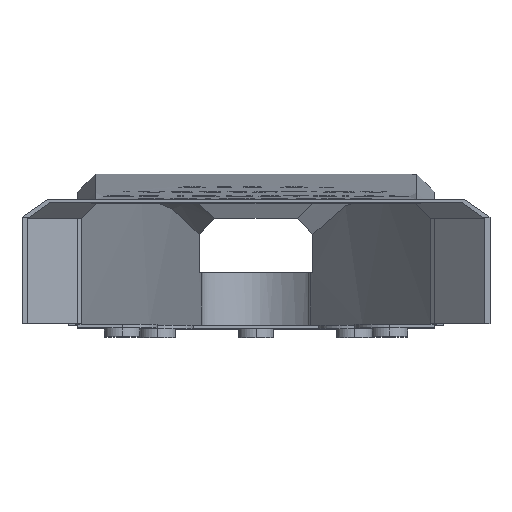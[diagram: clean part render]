
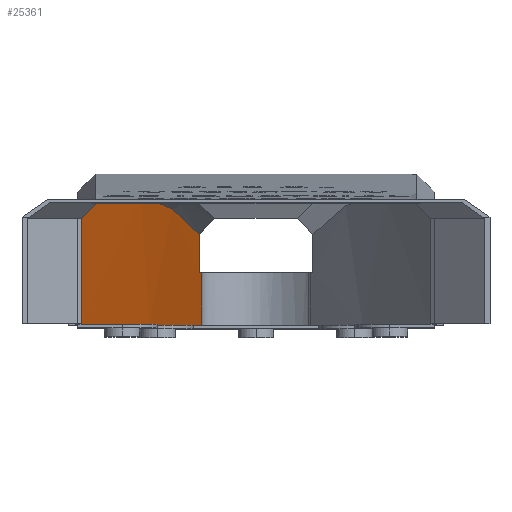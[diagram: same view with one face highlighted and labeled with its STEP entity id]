
A CAD part, top view. The second image highlights one B-rep face of the part: STEP entity #25361.
In plain terms, the highlighted free-form (B-spline) face has degree [3, 1] with [4, 2] control points.
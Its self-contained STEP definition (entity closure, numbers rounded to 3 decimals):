
#52 = CARTESIAN_POINT ( 'NONE',  ( -34.664, 0., -571.523 ) ) ;
#176 = EDGE_CURVE ( 'NONE', #31425, #14001, #13858, .T. ) ;
#209 = CARTESIAN_POINT ( 'NONE',  ( -30.528, 0., -596.172 ) ) ;
#556 = CARTESIAN_POINT ( 'NONE',  ( -98., 73.403, -304.176 ) ) ;
#767 = CARTESIAN_POINT ( 'NONE',  ( -91.187, 74.009, -327.654 ) ) ;
#1201 = CARTESIAN_POINT ( 'NONE',  ( -30.528, 100., -596.172 ) ) ;
#1287 = CARTESIAN_POINT ( 'NONE',  ( -30.528, 30., -596.172 ) ) ;
#1445 = CARTESIAN_POINT ( 'NONE',  ( -66.197, 73.174, -422.133 ) ) ;
#1868 = DIRECTION ( 'NONE',  ( 0., -1., 0. ) ) ;
#3205 = EDGE_CURVE ( 'NONE', #31425, #26717, #30927, .T. ) ;
#3527 = CARTESIAN_POINT ( 'NONE',  ( -98., 73.403, -304.176 ) ) ;
#3868 = CARTESIAN_POINT ( 'NONE',  ( -31.891, 51.464, -588.133 ) ) ;
#4073 = CARTESIAN_POINT ( 'NONE',  ( -98., 0., -304.176 ) ) ;
#4365 = VERTEX_POINT ( 'NONE', #15565 ) ;
#5236 = VERTEX_POINT ( 'NONE', #28365 ) ;
#5734 = VECTOR ( 'NONE', #8574, 1000. ) ;
#6042 = B_SPLINE_CURVE_WITH_KNOTS ( 'NONE', 3,
 ( #20051, #12359, #22804, #16809 ),
 .UNSPECIFIED., .F., .F.,
 ( 4, 4 ),
 ( 0.052, 0.06 ),
 .UNSPECIFIED. ) ;
#6430 = CARTESIAN_POINT ( 'NONE',  ( -81.424, 74.32, -362.995 ) ) ;
#7042 = VECTOR ( 'NONE', #1868, 1000. ) ;
#7989 = EDGE_CURVE ( 'NONE', #24569, #4365, #14701, .T. ) ;
#8007 = DIRECTION ( 'NONE',  ( 0., -1., 0. ) ) ;
#8574 = DIRECTION ( 'NONE',  ( 0., -1., 0. ) ) ;
#10185 = CARTESIAN_POINT ( 'NONE',  ( -47.053, 75.098, -497.697 ) ) ;
#10508 = CARTESIAN_POINT ( 'NONE',  ( -30.528, 75.098, -596.172 ) ) ;
#10675 = CARTESIAN_POINT ( 'NONE',  ( -47.053, 0., -497.697 ) ) ;
#10720 = ORIENTED_EDGE ( 'NONE', *, *, #176, .F. ) ;
#11217 = CARTESIAN_POINT ( 'NONE',  ( -55.21, 69.826, -469.678 ) ) ;
#11392 = CARTESIAN_POINT ( 'NONE',  ( -40.339, 61.05, -540.953 ) ) ;
#12359 = CARTESIAN_POINT ( 'NONE',  ( -31.432, 30., -590.812 ) ) ;
#13031 = EDGE_CURVE ( 'NONE', #5236, #24569, #6042, .T. ) ;
#13345 = CARTESIAN_POINT ( 'NONE',  ( -31.891, 51.464, -588.133 ) ) ;
#13851 = EDGE_CURVE ( 'NONE', #4365, #26717, #27881, .T. ) ;
#13858 = B_SPLINE_CURVE_WITH_KNOTS ( 'NONE', 3,
 ( #3527, #17002, #767, #29855, #6430, #16837, #1445, #19741, #11217, #27275, #13950, #11392, #24384, #3868 ),
 .UNSPECIFIED., .F., .F.,
 ( 4, 2, 2, 2, 2, 2, 4 ),
 ( 0., 0.037, 0.073, 0.147, 0.183, 0.22, 0.293 ),
 .UNSPECIFIED. ) ;
#13950 = CARTESIAN_POINT ( 'NONE',  ( -47.539, 66.01, -505.348 ) ) ;
#14001 = VERTEX_POINT ( 'NONE', #25205 ) ;
#14701 = LINE ( 'NONE', #1201, #7042 ) ;
#15565 = CARTESIAN_POINT ( 'NONE',  ( -30.528, 0., -596.172 ) ) ;
#16513 = ORIENTED_EDGE ( 'NONE', *, *, #13851, .F. ) ;
#16809 = CARTESIAN_POINT ( 'NONE',  ( -30.528, 30., -596.172 ) ) ;
#16837 = CARTESIAN_POINT ( 'NONE',  ( -72.084, 73.974, -398.432 ) ) ;
#17002 = CARTESIAN_POINT ( 'NONE',  ( -94.553, 73.751, -315.901 ) ) ;
#18006 = EDGE_CURVE ( 'NONE', #14001, #5236, #28919, .T. ) ;
#18029 = CARTESIAN_POINT ( 'NONE',  ( -69.845, 0., -399.942 ) ) ;
#18199 = CARTESIAN_POINT ( 'NONE',  ( -30.528, 0., -596.172 ) ) ;
#18972 = EDGE_LOOP ( 'NONE', ( #20030, #16513, #31226, #32476, #32039, #10720 ) ) ;
#19741 = CARTESIAN_POINT ( 'NONE',  ( -57.889, 70.808, -457.791 ) ) ;
#20030 = ORIENTED_EDGE ( 'NONE', *, *, #3205, .T. ) ;
#20051 = CARTESIAN_POINT ( 'NONE',  ( -31.891, 30., -588.133 ) ) ;
#21097 = CARTESIAN_POINT ( 'NONE',  ( -69.845, 75.098, -399.942 ) ) ;
#21107 = CARTESIAN_POINT ( 'NONE',  ( -48.99, 0., -497.929 ) ) ;
#22131 = CARTESIAN_POINT ( 'NONE',  ( -83.901, 0., -352.133 ) ) ;
#22804 = CARTESIAN_POINT ( 'NONE',  ( -30.977, 30., -593.491 ) ) ;
#23231 = B_SPLINE_SURFACE_WITH_KNOTS ( 'NONE', 3, 1, ( 
 ( #10508, #209 ),
 ( #10185, #10675 ),
 ( #21097, #18029 ),
 ( #31196, #23342 ) ),
 .UNSPECIFIED., .F., .F., .F.,
 ( 4, 4 ),
 ( 2, 2 ),
 ( 0., 1. ),
 ( 0., 1. ),
 .UNSPECIFIED. ) ;
#23342 = CARTESIAN_POINT ( 'NONE',  ( -98., 0., -304.176 ) ) ;
#23676 = CARTESIAN_POINT ( 'NONE',  ( -39.188, 0., -546.945 ) ) ;
#24384 = CARTESIAN_POINT ( 'NONE',  ( -35.923, 56.798, -564.6 ) ) ;
#24569 = VERTEX_POINT ( 'NONE', #1287 ) ;
#25205 = CARTESIAN_POINT ( 'NONE',  ( -31.891, 51.464, -588.133 ) ) ;
#25361 = ADVANCED_FACE ( 'NONE', ( #26230 ), #23231, .T. ) ;
#26230 = FACE_OUTER_BOUND ( 'NONE', #18972, .T. ) ;
#26717 = VERTEX_POINT ( 'NONE', #4073 ) ;
#27275 = CARTESIAN_POINT ( 'NONE',  ( -50.036, 67.428, -493.454 ) ) ;
#27881 = B_SPLINE_CURVE_WITH_KNOTS ( 'NONE', 3,
 ( #18199, #52, #23676, #21107, #32238, #32068, #22131, #30181 ),
 .UNSPECIFIED., .F., .F.,
 ( 4, 2, 2, 4 ),
 ( 0., 0.075, 0.15, 0.3 ),
 .UNSPECIFIED. ) ;
#28365 = CARTESIAN_POINT ( 'NONE',  ( -31.891, 30., -588.133 ) ) ;
#28919 = LINE ( 'NONE', #13345, #5734 ) ;
#29855 = CARTESIAN_POINT ( 'NONE',  ( -84.622, 74.294, -351.202 ) ) ;
#30181 = CARTESIAN_POINT ( 'NONE',  ( -98., 0., -304.176 ) ) ;
#30345 = VECTOR ( 'NONE', #8007, 1000. ) ;
#30927 = LINE ( 'NONE', #33663, #30345 ) ;
#31196 = CARTESIAN_POINT ( 'NONE',  ( -98., 75.098, -304.176 ) ) ;
#31226 = ORIENTED_EDGE ( 'NONE', *, *, #7989, .F. ) ;
#31425 = VERTEX_POINT ( 'NONE', #556 ) ;
#32039 = ORIENTED_EDGE ( 'NONE', *, *, #18006, .F. ) ;
#32068 = CARTESIAN_POINT ( 'NONE',  ( -71.182, 0., -400.454 ) ) ;
#32238 = CARTESIAN_POINT ( 'NONE',  ( -54.265, 0., -473.501 ) ) ;
#32476 = ORIENTED_EDGE ( 'NONE', *, *, #13031, .F. ) ;
#33663 = CARTESIAN_POINT ( 'NONE',  ( -98., 73.403, -304.176 ) ) ;
